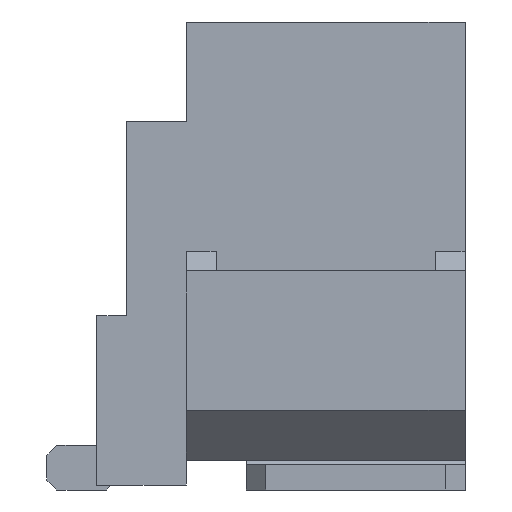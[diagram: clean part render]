
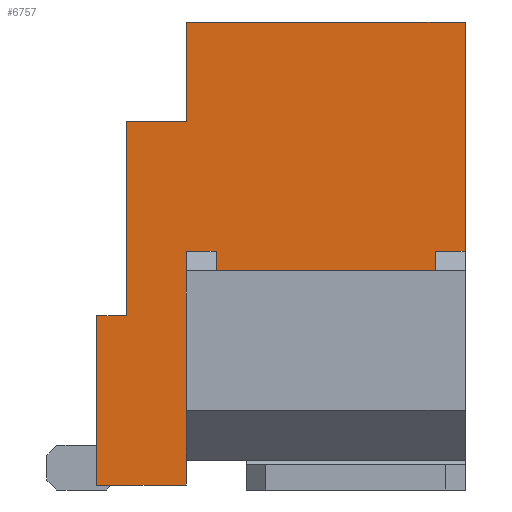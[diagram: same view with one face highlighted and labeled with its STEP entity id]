
A CAD part, left-side view. The second image highlights one B-rep face of the part: STEP entity #6757.
In plain terms, the highlighted planar face has unit normal (-1, 0, 0).
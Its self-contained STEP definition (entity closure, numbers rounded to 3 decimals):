
#629 = VERTEX_POINT ( 'NONE', #6046 ) ;
#630 = CARTESIAN_POINT ( 'NONE',  ( -7.125, 2.3, 3.7 ) ) ;
#809 = CARTESIAN_POINT ( 'NONE',  ( -7.125, 2.6, 4.7 ) ) ;
#841 = CARTESIAN_POINT ( 'NONE',  ( -7.125, 1.7, 2.4 ) ) ;
#929 = CARTESIAN_POINT ( 'NONE',  ( -7.125, 2.6, 1.75 ) ) ;
#979 = CARTESIAN_POINT ( 'NONE',  ( -7.125, 2.6, 4.7 ) ) ;
#991 = ORIENTED_EDGE ( 'NONE', *, *, #14457, .T. ) ;
#1061 = VECTOR ( 'NONE', #13427, 1000. ) ;
#1212 = DIRECTION ( 'NONE',  ( 0., 0., 1. ) ) ;
#1292 = EDGE_LOOP ( 'NONE', ( #16340, #4075, #7119, #2078, #7645, #17196, #16924, #2910, #17049, #4771, #991, #9601, #16067, #7476, #17319 ) ) ;
#1941 = EDGE_CURVE ( 'NONE', #14149, #7966, #2528, .T. ) ;
#2078 = ORIENTED_EDGE ( 'NONE', *, *, #12003, .F. ) ;
#2332 = FACE_OUTER_BOUND ( 'NONE', #1292, .T. ) ;
#2528 = LINE ( 'NONE', #979, #6271 ) ;
#2871 = LINE ( 'NONE', #4623, #6170 ) ;
#2910 = ORIENTED_EDGE ( 'NONE', *, *, #5001, .F. ) ;
#3017 = CARTESIAN_POINT ( 'NONE',  ( -7.125, 2.3, 1.75 ) ) ;
#3377 = CARTESIAN_POINT ( 'NONE',  ( -7.125, 2.6, 0.05 ) ) ;
#3430 = CARTESIAN_POINT ( 'NONE',  ( -7.125, 1.4, 2.4 ) ) ;
#3502 = EDGE_CURVE ( 'NONE', #17554, #14149, #8602, .T. ) ;
#3568 = CARTESIAN_POINT ( 'NONE',  ( -7.125, 1.4, 4.7 ) ) ;
#3599 = EDGE_CURVE ( 'NONE', #10719, #11689, #13911, .T. ) ;
#3793 = CARTESIAN_POINT ( 'NONE',  ( -7.125, -0.8, 1.7 ) ) ;
#4051 = CARTESIAN_POINT ( 'NONE',  ( -7.125, 2.3, 3.7 ) ) ;
#4075 = ORIENTED_EDGE ( 'NONE', *, *, #16342, .T. ) ;
#4478 = LINE ( 'NONE', #4051, #11553 ) ;
#4623 = CARTESIAN_POINT ( 'NONE',  ( -7.125, -1.1, 4.7 ) ) ;
#4740 = VERTEX_POINT ( 'NONE', #13414 ) ;
#4771 = ORIENTED_EDGE ( 'NONE', *, *, #14201, .F. ) ;
#5001 = EDGE_CURVE ( 'NONE', #12387, #15579, #11036, .T. ) ;
#5269 = VECTOR ( 'NONE', #8890, 1000. ) ;
#5307 = VECTOR ( 'NONE', #13226, 1000. ) ;
#5442 = PLANE ( 'NONE',  #11624 ) ;
#5474 = DIRECTION ( 'NONE',  ( 0., -1., 0. ) ) ;
#5707 = LINE ( 'NONE', #14531, #5269 ) ;
#6023 = VERTEX_POINT ( 'NONE', #7903 ) ;
#6046 = CARTESIAN_POINT ( 'NONE',  ( -7.125, 1.7, 0.3 ) ) ;
#6170 = VECTOR ( 'NONE', #15902, 1000. ) ;
#6271 = VECTOR ( 'NONE', #1212, 1000. ) ;
#6584 = CARTESIAN_POINT ( 'NONE',  ( -7.125, 2.3, 1.75 ) ) ;
#6757 = ADVANCED_FACE ( 'NONE', ( #2332 ), #5442, .F. ) ;
#7119 = ORIENTED_EDGE ( 'NONE', *, *, #3599, .T. ) ;
#7256 = VECTOR ( 'NONE', #8376, 1000. ) ;
#7348 = CARTESIAN_POINT ( 'NONE',  ( -7.125, 1.7, 2.4 ) ) ;
#7381 = DIRECTION ( 'NONE',  ( 0., 0., -1. ) ) ;
#7476 = ORIENTED_EDGE ( 'NONE', *, *, #10006, .T. ) ;
#7645 = ORIENTED_EDGE ( 'NONE', *, *, #11393, .T. ) ;
#7764 = DIRECTION ( 'NONE',  ( 0., -1., 0. ) ) ;
#7903 = CARTESIAN_POINT ( 'NONE',  ( -7.125, -1.1, 2.4 ) ) ;
#7966 = VERTEX_POINT ( 'NONE', #929 ) ;
#7976 = VECTOR ( 'NONE', #14410, 1000. ) ;
#8238 = DIRECTION ( 'NONE',  ( 0., 0., -1. ) ) ;
#8376 = DIRECTION ( 'NONE',  ( 0., 0., 1. ) ) ;
#8443 = LINE ( 'NONE', #7348, #7976 ) ;
#8602 = LINE ( 'NONE', #3377, #5307 ) ;
#8856 = EDGE_CURVE ( 'NONE', #10765, #15164, #18191, .T. ) ;
#8890 = DIRECTION ( 'NONE',  ( 0., 0., 1. ) ) ;
#9291 = LINE ( 'NONE', #15922, #15916 ) ;
#9595 = VECTOR ( 'NONE', #15034, 1000. ) ;
#9601 = ORIENTED_EDGE ( 'NONE', *, *, #1941, .F. ) ;
#9776 = LINE ( 'NONE', #809, #12640 ) ;
#10006 = EDGE_CURVE ( 'NONE', #17554, #629, #10444, .T. ) ;
#10164 = VERTEX_POINT ( 'NONE', #630 ) ;
#10444 = LINE ( 'NONE', #12928, #17476 ) ;
#10455 = VECTOR ( 'NONE', #12867, 1000. ) ;
#10719 = VERTEX_POINT ( 'NONE', #12036 ) ;
#10723 = VECTOR ( 'NONE', #12647, 1000. ) ;
#10765 = VERTEX_POINT ( 'NONE', #841 ) ;
#11036 = LINE ( 'NONE', #14004, #7256 ) ;
#11225 = CARTESIAN_POINT ( 'NONE',  ( -7.125, 1.7, 2.4 ) ) ;
#11393 = EDGE_CURVE ( 'NONE', #16707, #6023, #8443, .T. ) ;
#11415 = LINE ( 'NONE', #3568, #1061 ) ;
#11523 = DIRECTION ( 'NONE',  ( 0., 0., 1. ) ) ;
#11553 = VECTOR ( 'NONE', #5474, 1000. ) ;
#11615 = EDGE_CURVE ( 'NONE', #15579, #13672, #9776, .T. ) ;
#11624 = AXIS2_PLACEMENT_3D ( 'NONE', #15286, #16716, #8238 ) ;
#11689 = VERTEX_POINT ( 'NONE', #3793 ) ;
#11792 = CARTESIAN_POINT ( 'NONE',  ( -7.125, 1.7, 0.05 ) ) ;
#11948 = CARTESIAN_POINT ( 'NONE',  ( -7.125, 1.4, 1.7 ) ) ;
#12003 = EDGE_CURVE ( 'NONE', #16707, #11689, #9291, .T. ) ;
#12036 = CARTESIAN_POINT ( 'NONE',  ( -7.125, 1.4, 1.7 ) ) ;
#12387 = VERTEX_POINT ( 'NONE', #15397 ) ;
#12640 = VECTOR ( 'NONE', #7764, 1000. ) ;
#12647 = DIRECTION ( 'NONE',  ( 0., -1., 0. ) ) ;
#12867 = DIRECTION ( 'NONE',  ( 0., 1., 0. ) ) ;
#12928 = CARTESIAN_POINT ( 'NONE',  ( -7.125, 1.7, 0.05 ) ) ;
#13226 = DIRECTION ( 'NONE',  ( 0., 1., 0. ) ) ;
#13360 = LINE ( 'NONE', #6584, #9595 ) ;
#13410 = DIRECTION ( 'NONE',  ( 0., -1., 0. ) ) ;
#13414 = CARTESIAN_POINT ( 'NONE',  ( -7.125, 2.3, 1.75 ) ) ;
#13427 = DIRECTION ( 'NONE',  ( 0., 0., -1. ) ) ;
#13672 = VERTEX_POINT ( 'NONE', #16830 ) ;
#13911 = LINE ( 'NONE', #11948, #17210 ) ;
#14004 = CARTESIAN_POINT ( 'NONE',  ( -7.125, 1.7, 3.7 ) ) ;
#14013 = CARTESIAN_POINT ( 'NONE',  ( -7.125, -0.8, 2.4 ) ) ;
#14149 = VERTEX_POINT ( 'NONE', #17693 ) ;
#14172 = LINE ( 'NONE', #3017, #10455 ) ;
#14201 = EDGE_CURVE ( 'NONE', #4740, #10164, #13360, .T. ) ;
#14359 = EDGE_CURVE ( 'NONE', #10164, #12387, #4478, .T. ) ;
#14410 = DIRECTION ( 'NONE',  ( 0., -1., 0. ) ) ;
#14457 = EDGE_CURVE ( 'NONE', #4740, #7966, #14172, .T. ) ;
#14531 = CARTESIAN_POINT ( 'NONE',  ( -7.125, 1.7, 0.3 ) ) ;
#15034 = DIRECTION ( 'NONE',  ( 0., 0., 1. ) ) ;
#15164 = VERTEX_POINT ( 'NONE', #3430 ) ;
#15286 = CARTESIAN_POINT ( 'NONE',  ( -7.125, 2.6, 4.7 ) ) ;
#15397 = CARTESIAN_POINT ( 'NONE',  ( -7.125, 1.7, 3.7 ) ) ;
#15468 = CARTESIAN_POINT ( 'NONE',  ( -7.125, 1.7, 4.7 ) ) ;
#15579 = VERTEX_POINT ( 'NONE', #15468 ) ;
#15902 = DIRECTION ( 'NONE',  ( 0., 0., 1. ) ) ;
#15916 = VECTOR ( 'NONE', #7381, 1000. ) ;
#15922 = CARTESIAN_POINT ( 'NONE',  ( -7.125, -0.8, 4.7 ) ) ;
#16067 = ORIENTED_EDGE ( 'NONE', *, *, #3502, .F. ) ;
#16340 = ORIENTED_EDGE ( 'NONE', *, *, #8856, .T. ) ;
#16342 = EDGE_CURVE ( 'NONE', #15164, #10719, #11415, .T. ) ;
#16707 = VERTEX_POINT ( 'NONE', #14013 ) ;
#16716 = DIRECTION ( 'NONE',  ( 1., 0., 0. ) ) ;
#16830 = CARTESIAN_POINT ( 'NONE',  ( -7.125, -1.1, 4.7 ) ) ;
#16924 = ORIENTED_EDGE ( 'NONE', *, *, #11615, .F. ) ;
#17049 = ORIENTED_EDGE ( 'NONE', *, *, #14359, .F. ) ;
#17196 = ORIENTED_EDGE ( 'NONE', *, *, #17528, .T. ) ;
#17210 = VECTOR ( 'NONE', #13410, 1000. ) ;
#17319 = ORIENTED_EDGE ( 'NONE', *, *, #18193, .T. ) ;
#17476 = VECTOR ( 'NONE', #11523, 1000. ) ;
#17528 = EDGE_CURVE ( 'NONE', #6023, #13672, #2871, .T. ) ;
#17554 = VERTEX_POINT ( 'NONE', #11792 ) ;
#17693 = CARTESIAN_POINT ( 'NONE',  ( -7.125, 2.6, 0.05 ) ) ;
#18191 = LINE ( 'NONE', #11225, #10723 ) ;
#18193 = EDGE_CURVE ( 'NONE', #629, #10765, #5707, .T. ) ;
